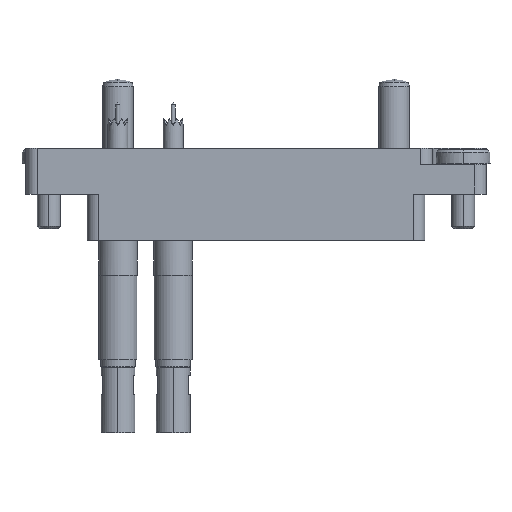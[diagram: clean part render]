
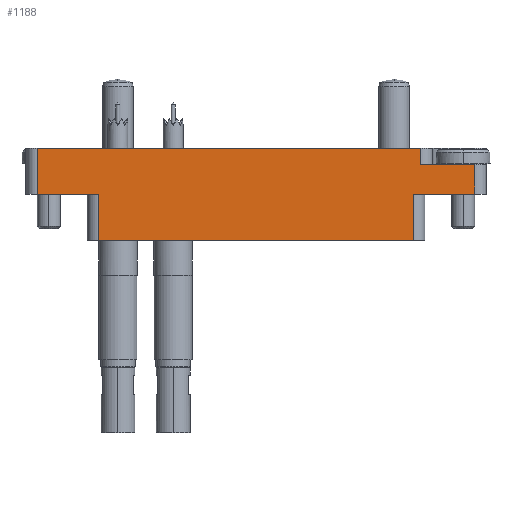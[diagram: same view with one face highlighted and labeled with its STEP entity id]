
A CAD part, left-side view. The second image highlights one B-rep face of the part: STEP entity #1188.
In plain terms, the highlighted face is planar.
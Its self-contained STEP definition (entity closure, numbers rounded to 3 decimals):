
#142 = DIRECTION ( 'NONE',  ( -1., 0., 0. ) ) ;
#182 = CARTESIAN_POINT ( 'NONE',  ( 30., 3.9, 14.35 ) ) ;
#892 = CARTESIAN_POINT ( 'NONE',  ( -20.5, 0., 14.35 ) ) ;
#1188 = ADVANCED_FACE ( 'NONE', ( #23684 ), #9613, .F. ) ;
#1565 = DIRECTION ( 'NONE',  ( -1., 0., 0. ) ) ;
#1629 = DIRECTION ( 'NONE',  ( 0., -1., 0. ) ) ;
#1646 = ORIENTED_EDGE ( 'NONE', *, *, #10298, .F. ) ;
#1683 = EDGE_CURVE ( 'NONE', #24673, #22174, #22475, .T. ) ;
#1899 = DIRECTION ( 'NONE',  ( -1., 0., 0. ) ) ;
#2057 = DIRECTION ( 'NONE',  ( 0., 1., 0. ) ) ;
#2123 = LINE ( 'NONE', #18197, #10979 ) ;
#2438 = EDGE_CURVE ( 'NONE', #16308, #8251, #20536, .T. ) ;
#2743 = ORIENTED_EDGE ( 'NONE', *, *, #2438, .T. ) ;
#3224 = CARTESIAN_POINT ( 'NONE',  ( 20.5, 0., 14.35 ) ) ;
#3679 = CARTESIAN_POINT ( 'NONE',  ( 20.5, -6., 14.35 ) ) ;
#3764 = LINE ( 'NONE', #25426, #18254 ) ;
#3879 = ORIENTED_EDGE ( 'NONE', *, *, #7038, .T. ) ;
#4236 = CARTESIAN_POINT ( 'NONE',  ( -28.5, 6., 14.35 ) ) ;
#4753 = VECTOR ( 'NONE', #13612, 1000. ) ;
#5808 = ORIENTED_EDGE ( 'NONE', *, *, #8450, .F. ) ;
#6194 = DIRECTION ( 'NONE',  ( 1., 0., 0. ) ) ;
#6227 = EDGE_CURVE ( 'NONE', #24673, #9717, #14153, .T. ) ;
#6235 = LINE ( 'NONE', #182, #13478 ) ;
#6295 = ORIENTED_EDGE ( 'NONE', *, *, #1683, .F. ) ;
#7038 = EDGE_CURVE ( 'NONE', #19499, #25343, #12236, .T. ) ;
#7322 = AXIS2_PLACEMENT_3D ( 'NONE', #21721, #12086, #1899 ) ;
#8251 = VERTEX_POINT ( 'NONE', #3224 ) ;
#8450 = EDGE_CURVE ( 'NONE', #19499, #8251, #9458, .T. ) ;
#9458 = LINE ( 'NONE', #17403, #4753 ) ;
#9613 = PLANE ( 'NONE',  #7322 ) ;
#9717 = VERTEX_POINT ( 'NONE', #14210 ) ;
#10006 = CARTESIAN_POINT ( 'NONE',  ( -20.5, 0., 14.35 ) ) ;
#10215 = VECTOR ( 'NONE', #2057, 1000. ) ;
#10298 = EDGE_CURVE ( 'NONE', #17240, #9717, #2123, .T. ) ;
#10699 = EDGE_CURVE ( 'NONE', #16340, #25343, #6235, .T. ) ;
#10979 = VECTOR ( 'NONE', #142, 1000. ) ;
#12003 = ORIENTED_EDGE ( 'NONE', *, *, #6227, .T. ) ;
#12086 = DIRECTION ( 'NONE',  ( 0., 0., -1. ) ) ;
#12096 = DIRECTION ( 'NONE',  ( 1., 0., 0. ) ) ;
#12236 = LINE ( 'NONE', #22033, #10215 ) ;
#12484 = VERTEX_POINT ( 'NONE', #13448 ) ;
#13448 = CARTESIAN_POINT ( 'NONE',  ( -20.5, -6., 14.35 ) ) ;
#13478 = VECTOR ( 'NONE', #12096, 1000. ) ;
#13612 = DIRECTION ( 'NONE',  ( -1., 0., 0. ) ) ;
#14153 = LINE ( 'NONE', #21854, #14672 ) ;
#14210 = CARTESIAN_POINT ( 'NONE',  ( -28.5, 0., 14.35 ) ) ;
#14672 = VECTOR ( 'NONE', #1629, 1000. ) ;
#15127 = ORIENTED_EDGE ( 'NONE', *, *, #20199, .T. ) ;
#15978 = DIRECTION ( 'NONE',  ( 0., 1., 0. ) ) ;
#16062 = CARTESIAN_POINT ( 'NONE',  ( 28.5, 3.9, 14.35 ) ) ;
#16222 = CARTESIAN_POINT ( 'NONE',  ( -30., 6., 14.35 ) ) ;
#16308 = VERTEX_POINT ( 'NONE', #3679 ) ;
#16340 = VERTEX_POINT ( 'NONE', #17393 ) ;
#16505 = VECTOR ( 'NONE', #22393, 1000. ) ;
#16838 = VECTOR ( 'NONE', #17955, 1000. ) ;
#17240 = VERTEX_POINT ( 'NONE', #892 ) ;
#17393 = CARTESIAN_POINT ( 'NONE',  ( 21.5, 3.9, 14.35 ) ) ;
#17403 = CARTESIAN_POINT ( 'NONE',  ( 30., 0., 14.35 ) ) ;
#17474 = EDGE_CURVE ( 'NONE', #16308, #12484, #3764, .T. ) ;
#17521 = CARTESIAN_POINT ( 'NONE',  ( 28.5, 0., 14.35 ) ) ;
#17528 = ORIENTED_EDGE ( 'NONE', *, *, #18298, .T. ) ;
#17955 = DIRECTION ( 'NONE',  ( 0., -1., 0. ) ) ;
#18197 = CARTESIAN_POINT ( 'NONE',  ( 30., 0., 14.35 ) ) ;
#18226 = CARTESIAN_POINT ( 'NONE',  ( 20.5, 0., 14.35 ) ) ;
#18254 = VECTOR ( 'NONE', #1565, 1000. ) ;
#18298 = EDGE_CURVE ( 'NONE', #16340, #22174, #20154, .T. ) ;
#19499 = VERTEX_POINT ( 'NONE', #17521 ) ;
#19678 = ORIENTED_EDGE ( 'NONE', *, *, #10699, .F. ) ;
#20042 = LINE ( 'NONE', #10006, #16838 ) ;
#20154 = LINE ( 'NONE', #23559, #23686 ) ;
#20199 = EDGE_CURVE ( 'NONE', #17240, #12484, #20042, .T. ) ;
#20261 = VECTOR ( 'NONE', #6194, 1000. ) ;
#20536 = LINE ( 'NONE', #18226, #16505 ) ;
#21262 = CARTESIAN_POINT ( 'NONE',  ( 21.5, 6., 14.35 ) ) ;
#21721 = CARTESIAN_POINT ( 'NONE',  ( -30., 0., 14.35 ) ) ;
#21854 = CARTESIAN_POINT ( 'NONE',  ( -28.5, 0., 14.35 ) ) ;
#22033 = CARTESIAN_POINT ( 'NONE',  ( 28.5, 3.9, 14.35 ) ) ;
#22174 = VERTEX_POINT ( 'NONE', #21262 ) ;
#22338 = ORIENTED_EDGE ( 'NONE', *, *, #17474, .F. ) ;
#22393 = DIRECTION ( 'NONE',  ( 0., 1., 0. ) ) ;
#22475 = LINE ( 'NONE', #16222, #20261 ) ;
#23364 = EDGE_LOOP ( 'NONE', ( #22338, #2743, #5808, #3879, #19678, #17528, #6295, #12003, #1646, #15127 ) ) ;
#23559 = CARTESIAN_POINT ( 'NONE',  ( 21.5, 0., 14.35 ) ) ;
#23684 = FACE_OUTER_BOUND ( 'NONE', #23364, .T. ) ;
#23686 = VECTOR ( 'NONE', #15978, 1000. ) ;
#24673 = VERTEX_POINT ( 'NONE', #4236 ) ;
#25343 = VERTEX_POINT ( 'NONE', #16062 ) ;
#25426 = CARTESIAN_POINT ( 'NONE',  ( -22., -6., 14.35 ) ) ;
